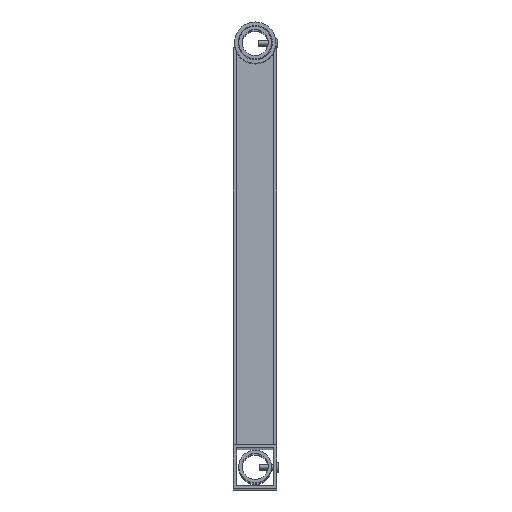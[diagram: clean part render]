
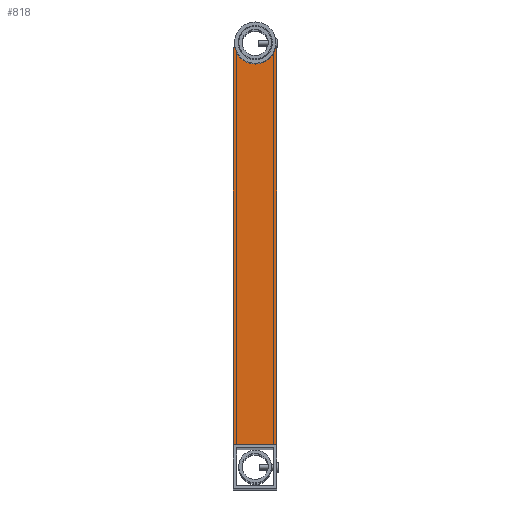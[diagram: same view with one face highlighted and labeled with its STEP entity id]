
A CAD part, top view. The second image highlights one B-rep face of the part: STEP entity #818.
In plain terms, the highlighted face is planar.
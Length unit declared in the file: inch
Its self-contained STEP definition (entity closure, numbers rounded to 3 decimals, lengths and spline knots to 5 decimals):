
#113=LINE('',#1406,#163);
#116=LINE('',#1412,#166);
#126=LINE('',#1433,#176);
#127=LINE('',#1437,#177);
#128=LINE('',#1438,#178);
#163=VECTOR('',#1179,39.37008);
#166=VECTOR('',#1184,39.37008);
#176=VECTOR('',#1200,39.37008);
#177=VECTOR('',#1203,39.37008);
#178=VECTOR('',#1204,39.37008);
#201=PLANE('',#1042);
#278=FACE_OUTER_BOUND('',#338,.T.);
#338=EDGE_LOOP('',(#659,#660,#661,#662,#663,#664));
#404=CIRCLE('',#1043,0.83);
#445=VERTEX_POINT('',#1403);
#446=VERTEX_POINT('',#1405);
#448=VERTEX_POINT('',#1411);
#456=VERTEX_POINT('',#1431);
#457=VERTEX_POINT('',#1435);
#458=VERTEX_POINT('',#1436);
#521=EDGE_CURVE('',#446,#445,#113,.T.);
#524=EDGE_CURVE('',#448,#446,#116,.T.);
#535=EDGE_CURVE('',#456,#445,#126,.T.);
#536=EDGE_CURVE('',#457,#458,#127,.T.);
#537=EDGE_CURVE('',#448,#457,#128,.T.);
#538=EDGE_CURVE('',#458,#456,#404,.T.);
#659=ORIENTED_EDGE('',*,*,#536,.F.);
#660=ORIENTED_EDGE('',*,*,#537,.F.);
#661=ORIENTED_EDGE('',*,*,#524,.T.);
#662=ORIENTED_EDGE('',*,*,#521,.T.);
#663=ORIENTED_EDGE('',*,*,#535,.F.);
#664=ORIENTED_EDGE('',*,*,#538,.F.);
#818=ADVANCED_FACE('',(#278),#201,.F.);
#1042=AXIS2_PLACEMENT_3D('',#1434,#1201,#1202);
#1043=AXIS2_PLACEMENT_3D('',#1439,#1205,#1206);
#1179=DIRECTION('',(0.,0.,1.));
#1184=DIRECTION('',(1.,0.,0.));
#1200=DIRECTION('',(1.,0.,0.));
#1201=DIRECTION('center_axis',(0.,1.,0.));
#1202=DIRECTION('ref_axis',(0.,0.,1.));
#1203=DIRECTION('',(1.,0.,0.));
#1204=DIRECTION('',(0.,0.,1.));
#1205=DIRECTION('center_axis',(0.,-1.,0.));
#1206=DIRECTION('ref_axis',(0.,0.,1.));
#1403=CARTESIAN_POINT('',(1.75,-0.875,17.75));
#1405=CARTESIAN_POINT('',(1.75,-0.875,1.75));
#1406=CARTESIAN_POINT('',(1.75,-0.875,17.75));
#1411=CARTESIAN_POINT('',(0.,-0.875,1.75));
#1412=CARTESIAN_POINT('',(0.875,-0.875,1.75));
#1431=CARTESIAN_POINT('',(1.6874,-0.875,17.75));
#1433=CARTESIAN_POINT('',(0.875,-0.875,17.75));
#1434=CARTESIAN_POINT('Origin',(0.875,-0.875,17.75));
#1435=CARTESIAN_POINT('',(0.,-0.875,17.75));
#1436=CARTESIAN_POINT('',(0.0626,-0.875,17.75));
#1437=CARTESIAN_POINT('',(0.875,-0.875,17.75));
#1438=CARTESIAN_POINT('',(0.,-0.875,17.75));
#1439=CARTESIAN_POINT('Origin',(0.875,-0.875,17.92));
